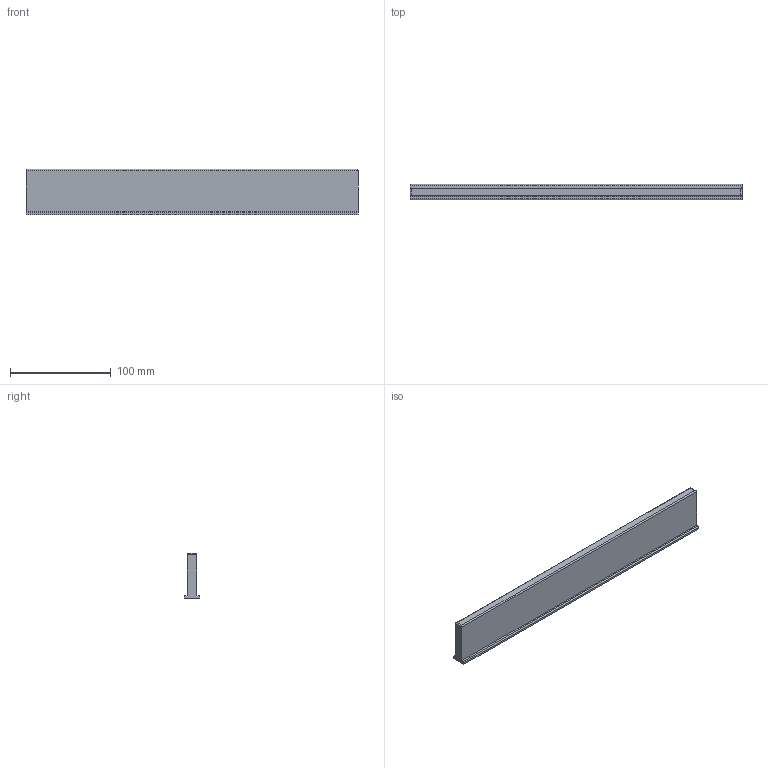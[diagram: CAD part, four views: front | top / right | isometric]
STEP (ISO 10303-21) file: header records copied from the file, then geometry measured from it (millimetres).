
FILE_DESCRIPTION(/* description */ ('STEP AP242','CAx-IF Rec.Pracs.---Representation and Presentation of Product Manufacturing Information (PMI)---4.0---2014-10-13','CAx-IF Rec.Pracs.---3D Tessellated Geometry---0.4---2014-09-14','2;1'),/* implementation_level */ '2;1');
FILE_NAME(/* name */ '648af7a46ace1b03a7e7dd0d',/* time_stamp */ '2023-06-15T11:36:04Z',/* author */ (''),/* organization */ (''),/* preprocessor_version */ 'ST-DEVELOPER v19.4',/* originating_system */ ' ',/* authorisation */ ' ');
FILE_SCHEMA (('AP242_MANAGED_MODEL_BASED_3D_ENGINEERING_MIM_LF { 1 0 10303 442 1 1 4 }'));
Length unit declared in the file: metre
Products named in the file (4): Peg; Floor
Bounding box: 330 x 15 x 45 mm (x, y, z)
Volume: 138896.8 mm3; surface area: 40786.4 mm2
Topology: 4 solids, 4 shells, 37 faces, 65 edges, 42 vertices
Faces by surface type: plane 22, cylinder 15
Full cylindrical faces by diameter (mm): 4.5 x3, 6.8 x6
Entity records: 946 total; most frequent: DIRECTION 164, CARTESIAN_POINT 139, ORIENTED_EDGE 112, AXIS2_PLACEMENT_3D 67, EDGE_CURVE 56, EDGE_LOOP 52, FACE_BOUND 52, VERTEX_POINT 42
